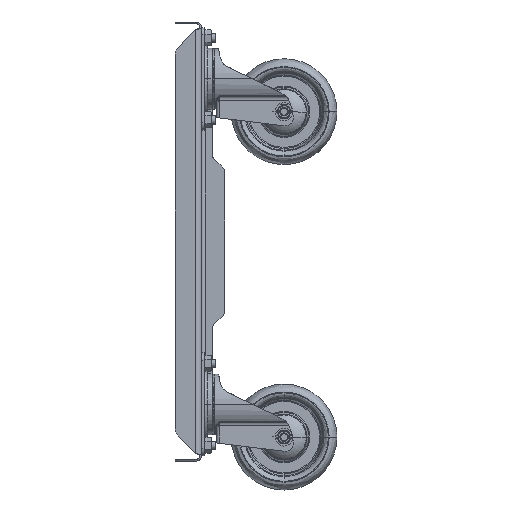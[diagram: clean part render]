
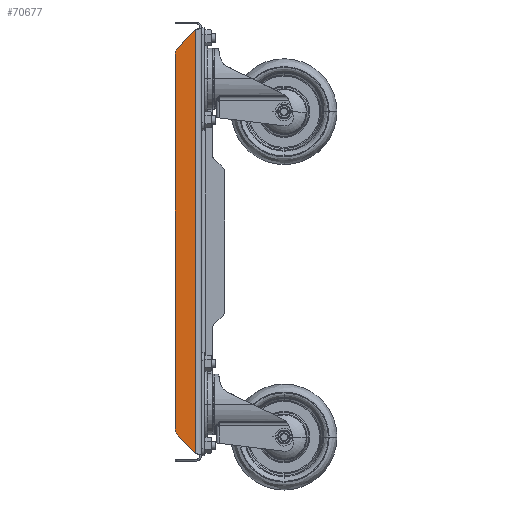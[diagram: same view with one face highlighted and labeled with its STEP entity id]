
A CAD part, left-side view. The second image highlights one B-rep face of the part: STEP entity #70677.
In plain terms, the highlighted planar face has unit normal (-1, 0, 0).
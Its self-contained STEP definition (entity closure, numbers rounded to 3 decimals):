
#345 = DIRECTION ( 'NONE',  ( 0., 1., 0. ) ) ;
#1206 = AXIS2_PLACEMENT_3D ( 'NONE', #35705, #21437, #345 ) ;
#3283 = B_SPLINE_CURVE_WITH_KNOTS ( 'NONE', 3,
 ( #70487, #36924, #64575, #64277 ),
 .UNSPECIFIED., .F., .F.,
 ( 4, 4 ),
 ( 0., 0.001 ),
 .UNSPECIFIED. ) ;
#6465 = DIRECTION ( 'NONE',  ( 0., 1., 0. ) ) ;
#6733 = VERTEX_POINT ( 'NONE', #79703 ) ;
#8028 = CARTESIAN_POINT ( 'NONE',  ( -311.411, 53.26, 814.241 ) ) ;
#8893 = VERTEX_POINT ( 'NONE', #43364 ) ;
#9015 = EDGE_CURVE ( 'NONE', #25878, #80854, #29421, .T. ) ;
#11256 = VERTEX_POINT ( 'NONE', #40691 ) ;
#17054 = AXIS2_PLACEMENT_3D ( 'NONE', #40610, #47181, #6465 ) ;
#18221 = VECTOR ( 'NONE', #58228, 1000. ) ;
#20082 = CARTESIAN_POINT ( 'NONE',  ( -311.411, 52.158, 414.925 ) ) ;
#21437 = DIRECTION ( 'NONE',  ( -1., 0., 0. ) ) ;
#22077 = VERTEX_POINT ( 'NONE', #24661 ) ;
#24282 = EDGE_CURVE ( 'NONE', #84156, #6733, #59212, .T. ) ;
#24661 = CARTESIAN_POINT ( 'NONE',  ( -311.411, 53.26, 415.759 ) ) ;
#25878 = VERTEX_POINT ( 'NONE', #8028 ) ;
#25972 = CARTESIAN_POINT ( 'NONE',  ( -311.411, 52.158, 407.5 ) ) ;
#26988 = DIRECTION ( 'NONE',  ( 1., 0., 0. ) ) ;
#27005 = DIRECTION ( 'NONE',  ( 0., -0.707, -0.707 ) ) ;
#27293 = CARTESIAN_POINT ( 'NONE',  ( -311.411, 48.158, 615. ) ) ;
#27403 = ORIENTED_EDGE ( 'NONE', *, *, #24282, .T. ) ;
#27779 = LINE ( 'NONE', #77546, #18221 ) ;
#28002 = EDGE_CURVE ( 'NONE', #8893, #25878, #3283, .T. ) ;
#28017 = FACE_OUTER_BOUND ( 'NONE', #40810, .T. ) ;
#29421 = LINE ( 'NONE', #78744, #52932 ) ;
#29899 = EDGE_CURVE ( 'NONE', #8893, #11256, #67800, .T. ) ;
#35660 = ORIENTED_EDGE ( 'NONE', *, *, #29899, .F. ) ;
#35705 = CARTESIAN_POINT ( 'NONE',  ( -311.411, 61.658, 438.299 ) ) ;
#35836 = ORIENTED_EDGE ( 'NONE', *, *, #28002, .T. ) ;
#36063 = ORIENTED_EDGE ( 'NONE', *, *, #9015, .T. ) ;
#36924 = CARTESIAN_POINT ( 'NONE',  ( -311.411, 52.565, 814.847 ) ) ;
#40376 = CARTESIAN_POINT ( 'NONE',  ( -311.411, 71.658, 434.157 ) ) ;
#40610 = CARTESIAN_POINT ( 'NONE',  ( -311.411, 61.658, 791.701 ) ) ;
#40691 = CARTESIAN_POINT ( 'NONE',  ( -311.411, 52.158, 414.925 ) ) ;
#40810 = EDGE_LOOP ( 'NONE', ( #66731, #54245, #35660, #35836, #36063, #58800, #68868, #27403 ) ) ;
#41146 = CARTESIAN_POINT ( 'NONE',  ( -311.411, 53.26, 415.759 ) ) ;
#43364 = CARTESIAN_POINT ( 'NONE',  ( -311.411, 52.158, 815.075 ) ) ;
#44129 = CARTESIAN_POINT ( 'NONE',  ( -311.411, 68.729, 798.772 ) ) ;
#45734 = VECTOR ( 'NONE', #27005, 1000. ) ;
#46636 = CARTESIAN_POINT ( 'NONE',  ( -311.411, 71.658, 438.299 ) ) ;
#47181 = DIRECTION ( 'NONE',  ( -1., 0., 0. ) ) ;
#47339 = DIRECTION ( 'NONE',  ( 0., 0., -1. ) ) ;
#47383 = EDGE_CURVE ( 'NONE', #84156, #63554, #27779, .T. ) ;
#52932 = VECTOR ( 'NONE', #79340, 1000. ) ;
#54245 = ORIENTED_EDGE ( 'NONE', *, *, #69070, .T. ) ;
#57257 = EDGE_CURVE ( 'NONE', #80854, #63554, #67315, .T. ) ;
#58228 = DIRECTION ( 'NONE',  ( 0., 0., 1. ) ) ;
#58800 = ORIENTED_EDGE ( 'NONE', *, *, #57257, .T. ) ;
#59212 = CIRCLE ( 'NONE', #1206, 10. ) ;
#59281 = VECTOR ( 'NONE', #47339, 1000. ) ;
#63554 = VERTEX_POINT ( 'NONE', #87370 ) ;
#64277 = CARTESIAN_POINT ( 'NONE',  ( -311.411, 53.26, 814.241 ) ) ;
#64575 = CARTESIAN_POINT ( 'NONE',  ( -311.411, 52.932, 814.569 ) ) ;
#64643 = AXIS2_PLACEMENT_3D ( 'NONE', #27293, #26988, #73624 ) ;
#66731 = ORIENTED_EDGE ( 'NONE', *, *, #85645, .T. ) ;
#67067 = CARTESIAN_POINT ( 'NONE',  ( -311.411, 52.564, 415.152 ) ) ;
#67315 = CIRCLE ( 'NONE', #17054, 10. ) ;
#67721 = PLANE ( 'NONE',  #64643 ) ;
#67800 = LINE ( 'NONE', #25972, #59281 ) ;
#68868 = ORIENTED_EDGE ( 'NONE', *, *, #47383, .F. ) ;
#69070 = EDGE_CURVE ( 'NONE', #22077, #11256, #73178, .T. ) ;
#70487 = CARTESIAN_POINT ( 'NONE',  ( -311.411, 52.158, 815.075 ) ) ;
#70677 = ADVANCED_FACE ( 'NONE', ( #28017 ), #67721, .F. ) ;
#73178 = B_SPLINE_CURVE_WITH_KNOTS ( 'NONE', 3,
 ( #41146, #88116, #67067, #20082 ),
 .UNSPECIFIED., .F., .F.,
 ( 4, 4 ),
 ( 0., 0.001 ),
 .UNSPECIFIED. ) ;
#73624 = DIRECTION ( 'NONE',  ( 0., 1., 0. ) ) ;
#77546 = CARTESIAN_POINT ( 'NONE',  ( -311.411, 71.658, 407.5 ) ) ;
#78744 = CARTESIAN_POINT ( 'NONE',  ( -311.411, 52.158, 815.343 ) ) ;
#79340 = DIRECTION ( 'NONE',  ( 0., 0.707, -0.707 ) ) ;
#79703 = CARTESIAN_POINT ( 'NONE',  ( -311.411, 68.729, 431.228 ) ) ;
#80854 = VERTEX_POINT ( 'NONE', #44129 ) ;
#81869 = LINE ( 'NONE', #40376, #45734 ) ;
#84156 = VERTEX_POINT ( 'NONE', #46636 ) ;
#85645 = EDGE_CURVE ( 'NONE', #6733, #22077, #81869, .T. ) ;
#87370 = CARTESIAN_POINT ( 'NONE',  ( -311.411, 71.658, 791.701 ) ) ;
#88116 = CARTESIAN_POINT ( 'NONE',  ( -311.411, 52.931, 415.43 ) ) ;
